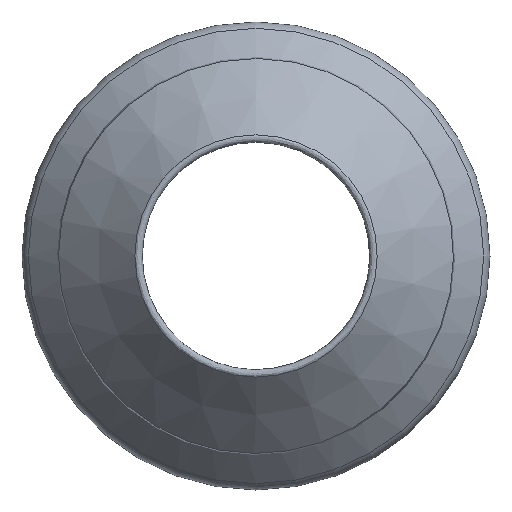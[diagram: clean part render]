
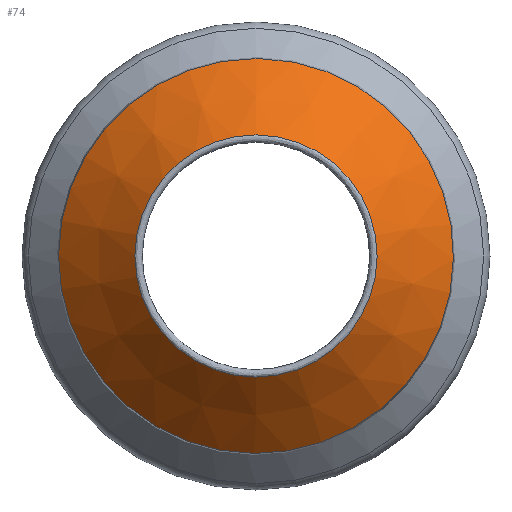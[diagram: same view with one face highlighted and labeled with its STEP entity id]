
A CAD part, left-side view. The second image highlights one B-rep face of the part: STEP entity #74.
In plain terms, the highlighted conical face has half-angle 45 degrees and reference radius 10.997 mm.
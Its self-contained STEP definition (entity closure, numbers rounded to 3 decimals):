
#51=CONICAL_SURFACE('',#286,10.997,45.);
#74=ADVANCED_FACE('',(#121,#122),#51,.T.);
#121=FACE_BOUND('',#157,.T.);
#122=FACE_BOUND('',#158,.T.);
#157=EDGE_LOOP('',(#193));
#158=EDGE_LOOP('',(#194));
#193=ORIENTED_EDGE('',*,*,#235,.T.);
#194=ORIENTED_EDGE('',*,*,#233,.F.);
#215=VERTEX_POINT('',#431);
#217=VERTEX_POINT('',#437);
#233=EDGE_CURVE('',#215,#215,#251,.T.);
#235=EDGE_CURVE('',#217,#217,#254,.T.);
#251=CIRCLE('',#282,10.997);
#254=CIRCLE('',#285,17.928);
#282=AXIS2_PLACEMENT_3D('',#430,#339,#340);
#285=AXIS2_PLACEMENT_3D('',#436,#346,#347);
#286=AXIS2_PLACEMENT_3D('',#438,#348,#349);
#339=DIRECTION('',(-1.,0.,0.));
#340=DIRECTION('',(0.,0.,1.));
#346=DIRECTION('',(-1.,0.,0.));
#347=DIRECTION('',(0.,0.,1.));
#348=DIRECTION('',(1.,0.,0.));
#349=DIRECTION('',(0.,0.,-1.));
#430=CARTESIAN_POINT('',(0.897,0.,0.));
#431=CARTESIAN_POINT('',(0.897,0.,10.997));
#436=CARTESIAN_POINT('',(7.828,0.,0.));
#437=CARTESIAN_POINT('',(7.828,0.,17.928));
#438=CARTESIAN_POINT('',(0.897,0.,0.));
